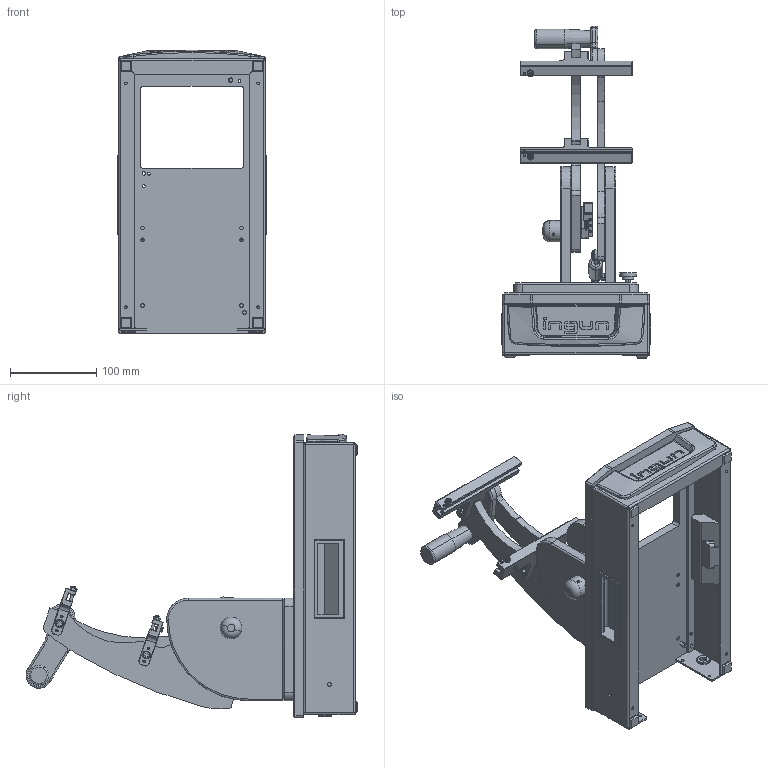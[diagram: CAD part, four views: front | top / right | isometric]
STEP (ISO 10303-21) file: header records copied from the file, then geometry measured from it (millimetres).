
FILE_DESCRIPTION (( 'STEP AP214' ), '1' );
FILE_NAME ('INGUN_46100_open.STEP', '2021-02-11T10:00:17', ( '' ), ( '' ), 'SwSTEP 2.0', 'SolidWorks 2018', '' );
FILE_SCHEMA (( 'AUTOMOTIVE_DESIGN' ));
Length unit declared in the file: millimetre
Products named in the file (50): 41570~11_KUNDE offen<S>; 46197~2_S; DIN912~n_M06,0x016; 46227~0; 52469~0_KUNDE<S>; 51861~0_flex 86,5 bis 106,5 <S>; K_36518~0; DIN6325~n_03,0m6x016; 46199~5_S; 57801~2_S; 9442~0; DIN912~n_M04,0x016; 4824~0; 17281~0_S; 52471~0_KUNDE<S>; 50859~0_S; 40769~0; DIN6325~n_04,0m6x014; DIN6325~n_04,0m6x016; 49317~0; 2719~0; 52472~0_KUNDE<S>; 41854~0_S; DIN913~n_M03,0x05; 23469~0; 41853~0; DIN125~n_06,4 M06,0 Fase; 46202~6; 32171~0_S; 48565~1_S; DIN912~n_M05,0x012; 1720~0; K_36517~0_Standard ohne Dyn Punkt<Standard>; DIN6325~n_03,0m6x026; DIN934~n_M08,0x1,00; 2351~0; 42243_002~0_S; 2833~0_d 5; 42243~0_hub 35<S>; 41858~0_S ...
Assembly tree (80 placements, depth 4):
  INGUN_46100_open
    46197~2_S
      46199~5_S
      9442~0  x2
      32171~0_S
      2719~0  x4
      50859~0_S  x2
    41570~11_KUNDE offen<S>
      41569~2
      52472~0_KUNDE<S>
      52471~0_KUNDE<S>
      41859~4_KUNDE<S>
      52469~0_KUNDE<S>
      41854~0_S
      41855~1_S
      41858~0_S
      42243~0_hub 35<S>
        42243_001~0_S
        42243_002~0_S
      2351~0
      41848~0_S
      41853~0
      4824~0
      48565~1_S
      57801~2_S
      49317~0
      1720~0
      51861~0_flex 86,5 bis 106,5 <S>
        K_36517~0_Standard ohne Dyn Punkt<Standard>
        K_36518~0
      42065~0  x2
      DIN913~n_M03,0x05
      DIN912~n_M06,0x016
      DIN912~n_M05,0x016  x8
      DIN912~n_M05,0x020  x2
      40769~0
      DIN6325~n_04,0m6x016  x3
      DIN6325~n_04,0m6x014  x3
      DIN6325~n_03,0m6x016  x2
      DIN6325~n_03,0m6x026  x4
      23469~0
      DIN934~n_M08,0x1,00
      DIN934~n_M04,0  x2
      DIN125~n_06,4 M06,0 Fase  x2
      2833~0_d 5
      46227~0
      17281~0_S  x2
    46202~6
    DIN912~n_M04,0x016  x4
    DIN912~n_M05,0x012
    DIN912~n_M05,0x016
    DIN6325~n_04,0m6x016  x2
Bounding box: 174 x 385.64 x 329.82 mm (x, y, z)
Volume: 1627437.9 mm3; surface area: 547724.5 mm2
Topology: 76 solids, 80 shells, 2458 faces, 6070 edges, 3874 vertices
Faces by surface type: plane 1167, cylinder 819, cone 268, bspline 95, sphere 62, torus 47
Entity records: 71551 total; most frequent: CARTESIAN_POINT 18315, DIRECTION 9686, ORIENTED_EDGE 9574, EDGE_CURVE 4787, AXIS2_PLACEMENT_3D 3519, VERTEX_POINT 3056, LINE 2648, VECTOR 2648
